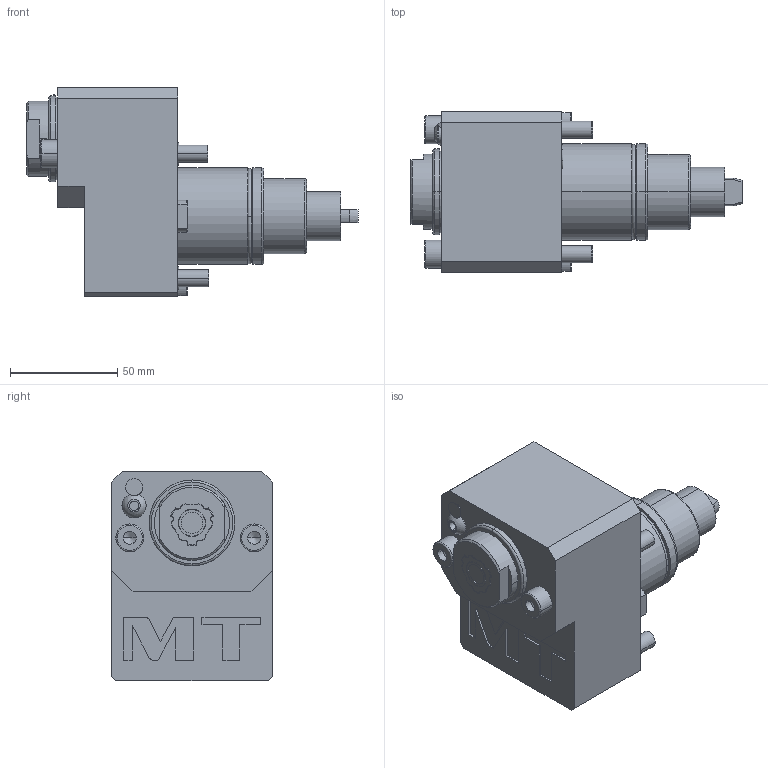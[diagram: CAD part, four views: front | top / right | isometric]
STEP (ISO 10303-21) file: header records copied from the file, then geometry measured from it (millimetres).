
FILE_DESCRIPTION((''),'2;1');
FILE_NAME('DWO1892316_CONF','2023-04-27T11:14:53',('gvalli'),('M.T. srl'),'CREO PARAMETRIC BY PTC INC, 2021072','CREO PARAMETRIC BY PTC INC, 2021072','');
FILE_SCHEMA(('CONFIG_CONTROL_DESIGN'));
Length unit declared in the file: millimetre
Products named in the file (1): DWO1892316_CONF
Bounding box: 154.76 x 75 x 97.5 mm (x, y, z)
Volume: 477853.3 mm3; surface area: 48518.7 mm2
Topology: 1 solids, 1 shells, 228 faces, 550 edges, 354 vertices
Faces by surface type: plane 85, cylinder 68, cone 41, torus 19, bspline 12, extrusion 2, sphere 1
Entity records: 7317 total; most frequent: CARTESIAN_POINT 1956, DIRECTION 1115, ORIENTED_EDGE 1092, EDGE_CURVE 546, AXIS2_PLACEMENT_3D 439, VERTEX_POINT 354, EDGE_LOOP 264, VECTOR 237
